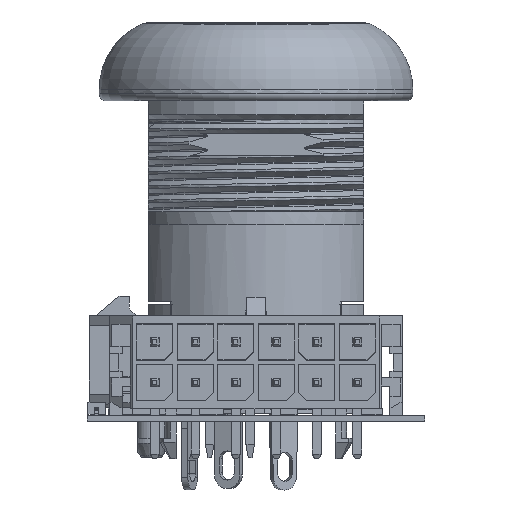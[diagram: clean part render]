
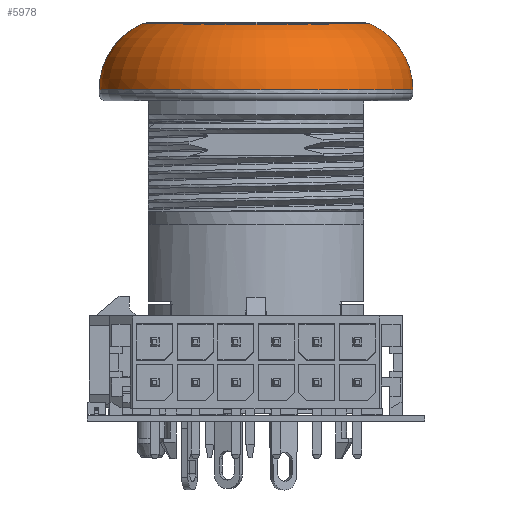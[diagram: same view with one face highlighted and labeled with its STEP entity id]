
A CAD part, left-side view. The second image highlights one B-rep face of the part: STEP entity #5978.
In plain terms, the highlighted toroidal (fillet/blend) face has major radius 6.312 mm and minor radius 5.309 mm.
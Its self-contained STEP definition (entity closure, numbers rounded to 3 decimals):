
#5978 = ADVANCED_FACE('',(#5979),#6083,.T.);
#5979 = FACE_BOUND('',#5980,.T.);
#5980 = EDGE_LOOP('',(#5981,#5990,#6002,#6043,#6082));
#5981 = ORIENTED_EDGE('',*,*,#5982,.T.);
#5982 = EDGE_CURVE('',#5983,#5983,#5985,.T.);
#5983 = VERTEX_POINT('',#5984);
#5984 = CARTESIAN_POINT('',(0.,20.765,8.443));
#5985 = CIRCLE('',#5986,8.443);
#5986 = AXIS2_PLACEMENT_3D('',#5987,#5988,#5989);
#5987 = CARTESIAN_POINT('',(0.,20.765,0.));
#5988 = DIRECTION('',(0.,-1.,0.));
#5989 = DIRECTION('',(0.,0.,1.));
#5990 = ORIENTED_EDGE('',*,*,#5991,.T.);
#5991 = EDGE_CURVE('',#5983,#5992,#5994,.T.);
#5992 = VERTEX_POINT('',#5993);
#5993 = CARTESIAN_POINT('',(0.,15.905,11.621));
#5994 = B_SPLINE_CURVE_WITH_KNOTS('',6,(#5995,#5996,#5997,#5998,#5999,
    #6000,#6001),.UNSPECIFIED.,.F.,.F.,(7,7),(5.125,
    6.283),.PIECEWISE_BEZIER_KNOTS.);
#5995 = CARTESIAN_POINT('',(0.,20.765,
    8.443));
#5996 = CARTESIAN_POINT('',(0.,20.354,
    9.381));
#5997 = CARTESIAN_POINT('',(0.,19.726,
    10.224));
#5998 = CARTESIAN_POINT('',(0.,18.908,
    10.908));
#5999 = CARTESIAN_POINT('',(0.,17.953,
    11.383));
#6000 = CARTESIAN_POINT('',(0.,16.929,
    11.62));
#6001 = CARTESIAN_POINT('',(0.,15.905,
    11.62));
#6002 = ORIENTED_EDGE('',*,*,#6003,.F.);
#6003 = EDGE_CURVE('',#6004,#5992,#6006,.T.);
#6004 = VERTEX_POINT('',#6005);
#6005 = CARTESIAN_POINT('',(0.,15.905,-11.621));
#6006 = B_SPLINE_CURVE_WITH_KNOTS('',3,(#6007,#6008,#6009,#6010,#6011,
    #6012,#6013,#6014,#6015,#6016,#6017,#6018,#6019,#6020,#6021,#6022,
    #6023,#6024,#6025,#6026,#6027,#6028,#6029,#6030,#6031,#6032,#6033,
    #6034,#6035,#6036,#6037,#6038,#6039,#6040,#6041,#6042),
  .UNSPECIFIED.,.F.,.F.,(4,1,1,1,1,1,1,1,1,1,1,1,1,1,1,1,1,1,1,1,1,1,1,1
    ,1,1,1,1,1,1,1,1,1,4),(0.,0.03,
    0.061,0.091,0.121,
    0.152,0.182,0.212,0.242,
    0.273,0.303,0.333,0.364,
    0.394,0.424,0.455,0.485,
    0.515,0.545,0.576,0.606,
    0.636,0.667,0.697,0.727,
    0.758,0.788,0.818,0.848,
    0.879,0.909,0.939,0.97,1.),
  .UNSPECIFIED.);
#6007 = CARTESIAN_POINT('',(0.,15.905,-11.621));
#6008 = CARTESIAN_POINT('',(0.369,15.905,
    -11.621));
#6009 = CARTESIAN_POINT('',(1.106,15.902,
    -11.585));
#6010 = CARTESIAN_POINT('',(2.203,15.903,
    -11.428));
#6011 = CARTESIAN_POINT('',(3.279,15.903,
    -11.167));
#6012 = CARTESIAN_POINT('',(4.325,15.903,
    -10.804));
#6013 = CARTESIAN_POINT('',(5.333,15.903,
    -10.344));
#6014 = CARTESIAN_POINT('',(6.292,15.903,
    -9.791));
#6015 = CARTESIAN_POINT('',(7.194,15.903,
    -9.148));
#6016 = CARTESIAN_POINT('',(8.031,15.903,
    -8.423));
#6017 = CARTESIAN_POINT('',(8.795,15.903,
    -7.621));
#6018 = CARTESIAN_POINT('',(9.48,15.903,
    -6.751));
#6019 = CARTESIAN_POINT('',(10.079,15.903,
    -5.819));
#6020 = CARTESIAN_POINT('',(10.586,15.903,
    -4.835));
#6021 = CARTESIAN_POINT('',(10.998,15.903,
    -3.806));
#6022 = CARTESIAN_POINT('',(11.31,15.903,
    -2.744));
#6023 = CARTESIAN_POINT('',(11.52,15.903,
    -1.656));
#6024 = CARTESIAN_POINT('',(11.625,15.903,
    -0.554));
#6025 = CARTESIAN_POINT('',(11.625,15.903,
    0.554));
#6026 = CARTESIAN_POINT('',(11.52,15.903,
    1.656));
#6027 = CARTESIAN_POINT('',(11.31,15.903,
    2.744));
#6028 = CARTESIAN_POINT('',(10.998,15.903,
    3.806));
#6029 = CARTESIAN_POINT('',(10.586,15.903,
    4.835));
#6030 = CARTESIAN_POINT('',(10.079,15.903,
    5.819));
#6031 = CARTESIAN_POINT('',(9.48,15.903,
    6.751));
#6032 = CARTESIAN_POINT('',(8.795,15.903,7.621
    ));
#6033 = CARTESIAN_POINT('',(8.031,15.903,
    8.423));
#6034 = CARTESIAN_POINT('',(7.194,15.903,
    9.148));
#6035 = CARTESIAN_POINT('',(6.292,15.903,
    9.791));
#6036 = CARTESIAN_POINT('',(5.333,15.903,
    10.344));
#6037 = CARTESIAN_POINT('',(4.325,15.903,
    10.804));
#6038 = CARTESIAN_POINT('',(3.279,15.903,
    11.167));
#6039 = CARTESIAN_POINT('',(2.203,15.903,
    11.428));
#6040 = CARTESIAN_POINT('',(1.106,15.902,
    11.585));
#6041 = CARTESIAN_POINT('',(0.369,15.905,
    11.621));
#6042 = CARTESIAN_POINT('',(0.,15.905,11.621));
#6043 = ORIENTED_EDGE('',*,*,#6044,.T.);
#6044 = EDGE_CURVE('',#6004,#5992,#6045,.T.);
#6045 = B_SPLINE_CURVE_WITH_KNOTS('',3,(#6046,#6047,#6048,#6049,#6050,
    #6051,#6052,#6053,#6054,#6055,#6056,#6057,#6058,#6059,#6060,#6061,
    #6062,#6063,#6064,#6065,#6066,#6067,#6068,#6069,#6070,#6071,#6072,
    #6073,#6074,#6075,#6076,#6077,#6078,#6079,#6080,#6081),
  .UNSPECIFIED.,.F.,.F.,(4,1,1,1,1,1,1,1,1,1,1,1,1,1,1,1,1,1,1,1,1,1,1,1
    ,1,1,1,1,1,1,1,1,1,4),(0.,0.03,
    0.061,0.091,0.121,
    0.152,0.182,0.212,0.242,
    0.273,0.303,0.333,0.364,
    0.394,0.424,0.455,0.485,
    0.515,0.545,0.576,0.606,
    0.636,0.667,0.697,0.727,
    0.758,0.788,0.818,0.848,
    0.879,0.909,0.939,0.97,1.),
  .UNSPECIFIED.);
#6046 = CARTESIAN_POINT('',(0.,15.905,-11.621));
#6047 = CARTESIAN_POINT('',(-0.369,15.905,
    -11.621));
#6048 = CARTESIAN_POINT('',(-1.106,15.902,
    -11.585));
#6049 = CARTESIAN_POINT('',(-2.203,15.903,
    -11.428));
#6050 = CARTESIAN_POINT('',(-3.279,15.903,
    -11.167));
#6051 = CARTESIAN_POINT('',(-4.325,15.903,
    -10.804));
#6052 = CARTESIAN_POINT('',(-5.333,15.903,
    -10.344));
#6053 = CARTESIAN_POINT('',(-6.292,15.903,
    -9.791));
#6054 = CARTESIAN_POINT('',(-7.194,15.903,
    -9.148));
#6055 = CARTESIAN_POINT('',(-8.031,15.903,
    -8.423));
#6056 = CARTESIAN_POINT('',(-8.795,15.903,
    -7.621));
#6057 = CARTESIAN_POINT('',(-9.48,15.903,
    -6.751));
#6058 = CARTESIAN_POINT('',(-10.079,15.903,
    -5.819));
#6059 = CARTESIAN_POINT('',(-10.586,15.903,
    -4.835));
#6060 = CARTESIAN_POINT('',(-10.998,15.903,
    -3.806));
#6061 = CARTESIAN_POINT('',(-11.31,15.903,
    -2.744));
#6062 = CARTESIAN_POINT('',(-11.52,15.903,
    -1.656));
#6063 = CARTESIAN_POINT('',(-11.625,15.903,
    -0.554));
#6064 = CARTESIAN_POINT('',(-11.625,15.903,
    0.554));
#6065 = CARTESIAN_POINT('',(-11.52,15.903,
    1.656));
#6066 = CARTESIAN_POINT('',(-11.31,15.903,
    2.744));
#6067 = CARTESIAN_POINT('',(-10.998,15.903,
    3.806));
#6068 = CARTESIAN_POINT('',(-10.586,15.903,
    4.835));
#6069 = CARTESIAN_POINT('',(-10.079,15.903,
    5.819));
#6070 = CARTESIAN_POINT('',(-9.48,15.903,
    6.751));
#6071 = CARTESIAN_POINT('',(-8.795,15.903,
    7.621));
#6072 = CARTESIAN_POINT('',(-8.031,15.903,
    8.423));
#6073 = CARTESIAN_POINT('',(-7.194,15.903,
    9.148));
#6074 = CARTESIAN_POINT('',(-6.292,15.903,
    9.791));
#6075 = CARTESIAN_POINT('',(-5.333,15.903,
    10.344));
#6076 = CARTESIAN_POINT('',(-4.325,15.903,
    10.804));
#6077 = CARTESIAN_POINT('',(-3.279,15.903,
    11.167));
#6078 = CARTESIAN_POINT('',(-2.203,15.903,
    11.428));
#6079 = CARTESIAN_POINT('',(-1.106,15.902,
    11.585));
#6080 = CARTESIAN_POINT('',(-0.369,15.905,
    11.621));
#6081 = CARTESIAN_POINT('',(0.,15.905,11.621));
#6082 = ORIENTED_EDGE('',*,*,#5991,.F.);
#6083 = TOROIDAL_SURFACE('',#6084,6.312,5.309);
#6084 = AXIS2_PLACEMENT_3D('',#6085,#6086,#6087);
#6085 = CARTESIAN_POINT('',(0.,15.903,0.));
#6086 = DIRECTION('',(0.,-1.,0.));
#6087 = DIRECTION('',(0.,0.,-1.));
